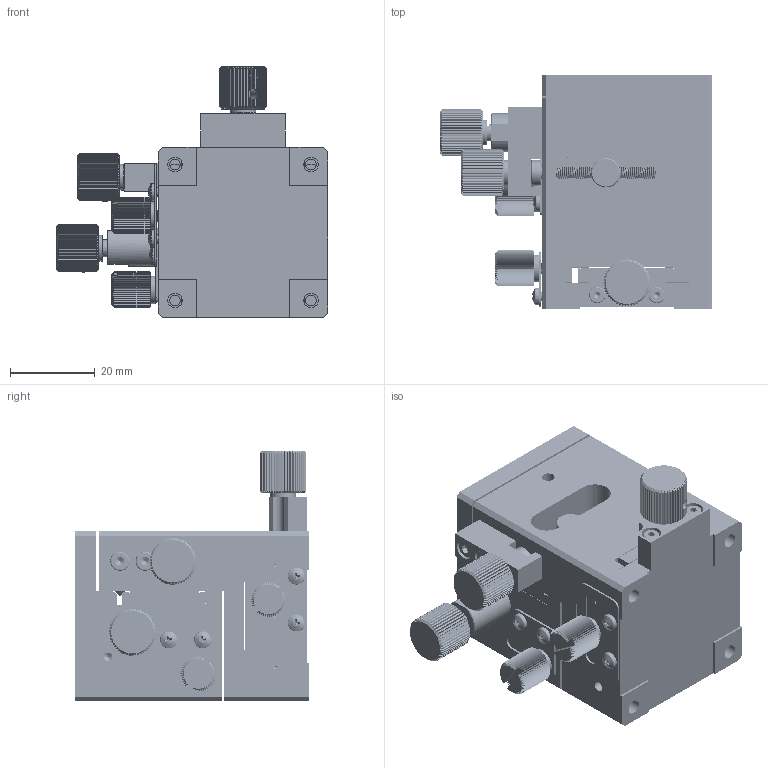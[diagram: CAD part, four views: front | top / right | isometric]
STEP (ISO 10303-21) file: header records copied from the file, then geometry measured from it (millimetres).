
FILE_DESCRIPTION (( 'STEP AP203' ), '1' );
FILE_NAME ('528834.STEP', '2024-10-16T03:42:47', ( 'Windows User' ), ( 'P R C' ), 'SwSTEP 2.0', 'SolidWorks 2020', '' );
FILE_SCHEMA (( 'CONFIG_CONTROL_DESIGN' ));
Products named in the file (1): 528834
Bounding box: 64 x 55 x 59.05 mm (x, y, z)
Volume: 84985.2 mm3; surface area: 51594.6 mm2
Topology: 38 solids, 38 shells, 2060 faces, 4955 edges, 3011 vertices
Faces by surface type: plane 1061, cone 573, cylinder 365, bspline 61
Full cylindrical faces by diameter (mm): 1.6 x14, 2 x6, 2.05 x18, 2.3 x2, 2.4 x2, 2.5 x38, 2.7 x2, 2.9 x4, 3 x8, 3.2 x6, 3.4 x7, 3.8 x2, 4 x10, 4.1 x2, 4.2 x4, 4.5 x6, 4.6 x2, 4.7 x3, 5 x1, 5.5 x2, 6 x10, 6.094 x3, 6.5 x6, 6.9 x2, 7 x2, 7.4 x1, 7.5 x1, 8 x2, 9 x1
Entity records: 183105 total; most frequent: CARTESIAN_POINT 138873, ORIENTED_EDGE 9178, DIRECTION 8553, EDGE_CURVE 4589, AXIS2_PLACEMENT_3D 3282, VERTEX_POINT 2909, EDGE_LOOP 2526, FACE_OUTER_BOUND 2236
